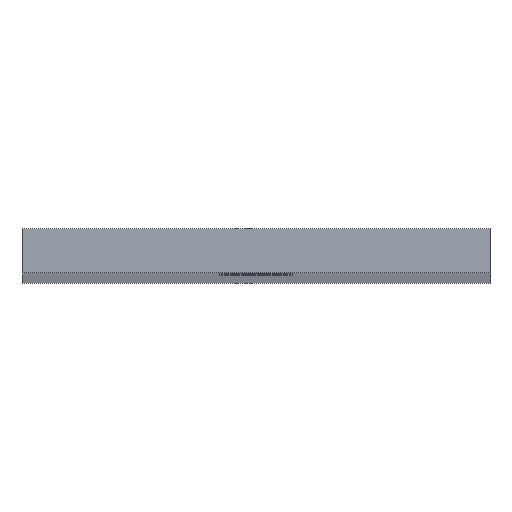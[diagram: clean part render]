
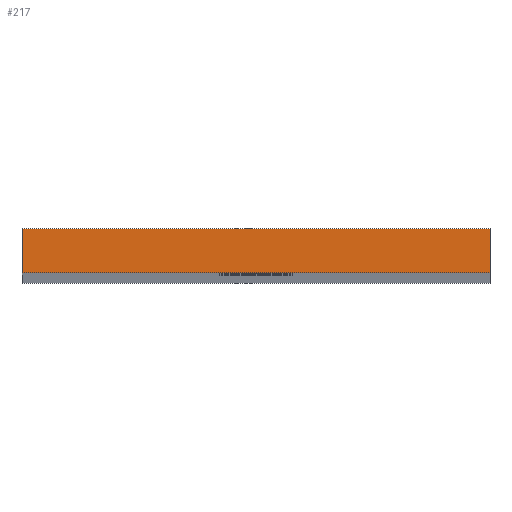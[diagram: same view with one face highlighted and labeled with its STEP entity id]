
A CAD part, top view. The second image highlights one B-rep face of the part: STEP entity #217.
In plain terms, the highlighted planar face has unit normal (0, 0, 1).
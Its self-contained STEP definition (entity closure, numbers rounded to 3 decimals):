
#26=PLANE('',#252);
#37=FACE_OUTER_BOUND('',#48,.T.);
#48=EDGE_LOOP('',(#176,#177,#178,#179));
#72=LINE('',#361,#89);
#73=LINE('',#363,#90);
#74=LINE('',#365,#91);
#75=LINE('',#366,#92);
#89=VECTOR('',#302,10.);
#90=VECTOR('',#303,10.);
#91=VECTOR('',#304,10.);
#92=VECTOR('',#305,10.);
#121=VERTEX_POINT('',#359);
#122=VERTEX_POINT('',#360);
#123=VERTEX_POINT('',#362);
#124=VERTEX_POINT('',#364);
#144=EDGE_CURVE('',#121,#122,#72,.T.);
#145=EDGE_CURVE('',#123,#121,#73,.T.);
#146=EDGE_CURVE('',#124,#123,#74,.T.);
#147=EDGE_CURVE('',#122,#124,#75,.T.);
#176=ORIENTED_EDGE('',*,*,#144,.F.);
#177=ORIENTED_EDGE('',*,*,#145,.F.);
#178=ORIENTED_EDGE('',*,*,#146,.F.);
#179=ORIENTED_EDGE('',*,*,#147,.F.);
#217=ADVANCED_FACE('',(#37),#26,.T.);
#252=AXIS2_PLACEMENT_3D('',#358,#300,#301);
#300=DIRECTION('center_axis',(0.,0.,
1.));
#301=DIRECTION('ref_axis',(1.,0.,0.));
#302=DIRECTION('',(0.,1.,0.));
#303=DIRECTION('',(-1.,0.,0.));
#304=DIRECTION('',(0.,-1.,0.));
#305=DIRECTION('',(1.,0.,0.));
#358=CARTESIAN_POINT('Origin',(-7.439,128.15,-69.85));
#359=CARTESIAN_POINT('',(-23.314,126.65,-69.85));
#360=CARTESIAN_POINT('',(-23.314,129.65,-69.85));
#361=CARTESIAN_POINT('',(-23.314,128.9,-69.85));
#362=CARTESIAN_POINT('',(8.436,126.65,-69.85));
#363=CARTESIAN_POINT('',(-15.377,126.65,-69.85));
#364=CARTESIAN_POINT('',(8.436,129.65,-69.85));
#365=CARTESIAN_POINT('',(8.436,127.4,-69.85));
#366=CARTESIAN_POINT('',(0.498,129.65,-69.85));
